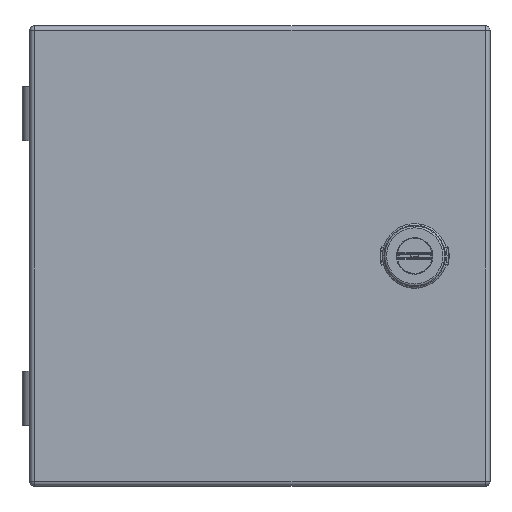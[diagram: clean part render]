
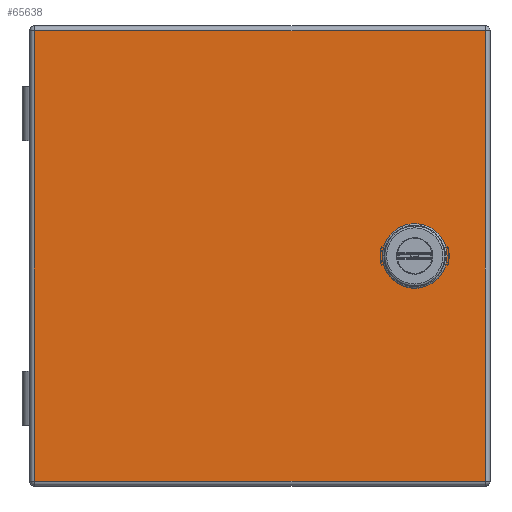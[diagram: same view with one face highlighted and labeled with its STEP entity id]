
A CAD part, top view. The second image highlights one B-rep face of the part: STEP entity #65638.
In plain terms, the highlighted planar face has unit normal (0, 0, 1).
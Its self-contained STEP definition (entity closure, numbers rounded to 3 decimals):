
#4540=FACE_BOUND('',#11302,.T.);
#5162=PLANE('',#70078);
#7399=FACE_OUTER_BOUND('',#11301,.T.);
#11301=EDGE_LOOP('',(#48173,#48174,#48175,#48176));
#11302=EDGE_LOOP('',(#48177,#48178,#48179,#48180,#48181,#48182,#48183,#48184,
#48185,#48186));
#15824=LINE('',#92227,#22248);
#15829=LINE('',#92241,#22253);
#15834=LINE('',#92250,#22258);
#15844=LINE('',#92279,#22268);
#15847=LINE('',#92286,#22271);
#15849=LINE('',#92292,#22273);
#15883=LINE('',#92428,#22307);
#15884=LINE('',#92430,#22308);
#15885=LINE('',#92432,#22309);
#15898=LINE('',#92466,#22322);
#22248=VECTOR('',#76461,0.394);
#22253=VECTOR('',#76474,0.394);
#22258=VECTOR('',#76481,0.394);
#22268=VECTOR('',#76505,0.394);
#22271=VECTOR('',#76514,0.394);
#22273=VECTOR('',#76522,0.394);
#22307=VECTOR('',#76664,0.394);
#22308=VECTOR('',#76667,0.394);
#22309=VECTOR('',#76670,0.394);
#22322=VECTOR('',#76709,0.394);
#27951=CIRCLE('',#69987,0.492);
#27956=CIRCLE('',#69996,0.443);
#27957=CIRCLE('',#69999,0.443);
#27958=CIRCLE('',#70002,0.443);
#29973=VERTEX_POINT('',#92225);
#29974=VERTEX_POINT('',#92226);
#29977=VERTEX_POINT('',#92234);
#29979=VERTEX_POINT('',#92240);
#29982=VERTEX_POINT('',#92248);
#29992=VERTEX_POINT('',#92272);
#29993=VERTEX_POINT('',#92274);
#29994=VERTEX_POINT('',#92278);
#29995=VERTEX_POINT('',#92284);
#29996=VERTEX_POINT('',#92288);
#29998=VERTEX_POINT('',#92295);
#30003=VERTEX_POINT('',#92308);
#30008=VERTEX_POINT('',#92321);
#30013=VERTEX_POINT('',#92334);
#36737=EDGE_CURVE('',#29973,#29974,#15824,.T.);
#36741=EDGE_CURVE('',#29977,#29973,#27951,.T.);
#36744=EDGE_CURVE('',#29979,#29977,#15829,.T.);
#36749=EDGE_CURVE('',#29974,#29982,#15834,.T.);
#36761=EDGE_CURVE('',#29993,#29992,#27956,.T.);
#36763=EDGE_CURVE('',#29994,#29993,#15844,.T.);
#36765=EDGE_CURVE('',#29982,#29994,#27957,.T.);
#36767=EDGE_CURVE('',#29992,#29995,#15847,.T.);
#36769=EDGE_CURVE('',#29995,#29996,#27958,.T.);
#36770=EDGE_CURVE('',#29996,#29979,#15849,.T.);
#36838=EDGE_CURVE('',#29998,#30013,#15883,.T.);
#36839=EDGE_CURVE('',#30013,#30008,#15884,.T.);
#36840=EDGE_CURVE('',#30008,#30003,#15885,.T.);
#36857=EDGE_CURVE('',#30003,#29998,#15898,.T.);
#48173=ORIENTED_EDGE('',*,*,#36857,.T.);
#48174=ORIENTED_EDGE('',*,*,#36838,.T.);
#48175=ORIENTED_EDGE('',*,*,#36839,.T.);
#48176=ORIENTED_EDGE('',*,*,#36840,.T.);
#48177=ORIENTED_EDGE('',*,*,#36737,.T.);
#48178=ORIENTED_EDGE('',*,*,#36749,.T.);
#48179=ORIENTED_EDGE('',*,*,#36765,.T.);
#48180=ORIENTED_EDGE('',*,*,#36763,.T.);
#48181=ORIENTED_EDGE('',*,*,#36761,.T.);
#48182=ORIENTED_EDGE('',*,*,#36767,.T.);
#48183=ORIENTED_EDGE('',*,*,#36769,.T.);
#48184=ORIENTED_EDGE('',*,*,#36770,.T.);
#48185=ORIENTED_EDGE('',*,*,#36744,.T.);
#48186=ORIENTED_EDGE('',*,*,#36741,.T.);
#65638=ADVANCED_FACE('',(#7399,#4540),#5162,.T.);
#69987=AXIS2_PLACEMENT_3D('',#92235,#76467,#76468);
#69996=AXIS2_PLACEMENT_3D('',#92275,#76500,#76501);
#69999=AXIS2_PLACEMENT_3D('',#92282,#76509,#76510);
#70002=AXIS2_PLACEMENT_3D('',#92290,#76518,#76519);
#70078=AXIS2_PLACEMENT_3D('',#92475,#76723,#76724);
#76461=DIRECTION('',(0.,-1.,0.));
#76467=DIRECTION('center_axis',(0.,0.,-1.));
#76468=DIRECTION('ref_axis',(1.,0.,0.));
#76474=DIRECTION('',(-1.,0.,0.));
#76481=DIRECTION('',(1.,0.,0.));
#76500=DIRECTION('center_axis',(0.,0.,-1.));
#76501=DIRECTION('ref_axis',(1.,0.,0.));
#76505=DIRECTION('',(0.,-1.,0.));
#76509=DIRECTION('center_axis',(0.,0.,-1.));
#76510=DIRECTION('ref_axis',(1.,0.,0.));
#76514=DIRECTION('',(-1.,0.,0.));
#76518=DIRECTION('center_axis',(0.,0.,-1.));
#76519=DIRECTION('ref_axis',(1.,0.,0.));
#76522=DIRECTION('',(0.,1.,0.));
#76664=DIRECTION('',(0.,1.,0.));
#76667=DIRECTION('',(-1.,0.,0.));
#76670=DIRECTION('',(0.,-1.,0.));
#76709=DIRECTION('',(1.,0.,0.));
#76723=DIRECTION('center_axis',(0.,0.,1.));
#76724=DIRECTION('ref_axis',(1.,0.,0.));
#92225=CARTESIAN_POINT('',(2.904,0.486,0.053));
#92226=CARTESIAN_POINT('',(2.904,0.396,0.053));
#92227=CARTESIAN_POINT('',(2.904,0.243,0.053));
#92234=CARTESIAN_POINT('',(2.339,-0.079,0.053));
#92235=CARTESIAN_POINT('Origin',(2.825,0.,0.053));
#92240=CARTESIAN_POINT('',(2.429,-0.079,0.053));
#92241=CARTESIAN_POINT('',(1.452,-0.079,0.053));
#92248=CARTESIAN_POINT('',(3.024,0.396,0.053));
#92250=CARTESIAN_POINT('',(1.313,0.396,0.053));
#92272=CARTESIAN_POINT('',(3.024,-0.396,0.053));
#92274=CARTESIAN_POINT('',(3.221,-0.199,0.053));
#92275=CARTESIAN_POINT('Origin',(2.825,0.,0.053));
#92278=CARTESIAN_POINT('',(3.221,0.199,0.053));
#92279=CARTESIAN_POINT('',(3.221,0.1,0.053));
#92282=CARTESIAN_POINT('Origin',(2.825,0.,0.053));
#92284=CARTESIAN_POINT('',(2.626,-0.396,0.053));
#92286=CARTESIAN_POINT('',(1.512,-0.396,0.053));
#92288=CARTESIAN_POINT('',(2.429,-0.199,0.053));
#92290=CARTESIAN_POINT('Origin',(2.825,0.,0.053));
#92292=CARTESIAN_POINT('',(2.429,-0.1,0.053));
#92295=CARTESIAN_POINT('',(4.116,-4.116,0.053));
#92308=CARTESIAN_POINT('',(-4.116,-4.116,0.053));
#92321=CARTESIAN_POINT('',(-4.116,4.116,0.053));
#92334=CARTESIAN_POINT('',(4.116,4.116,0.053));
#92428=CARTESIAN_POINT('',(4.116,2.1,0.053));
#92430=CARTESIAN_POINT('',(-2.058,4.116,0.053));
#92432=CARTESIAN_POINT('',(-4.116,-2.1,0.053));
#92466=CARTESIAN_POINT('',(2.058,-4.116,0.053));
#92475=CARTESIAN_POINT('Origin',(0.,0.,0.053));
